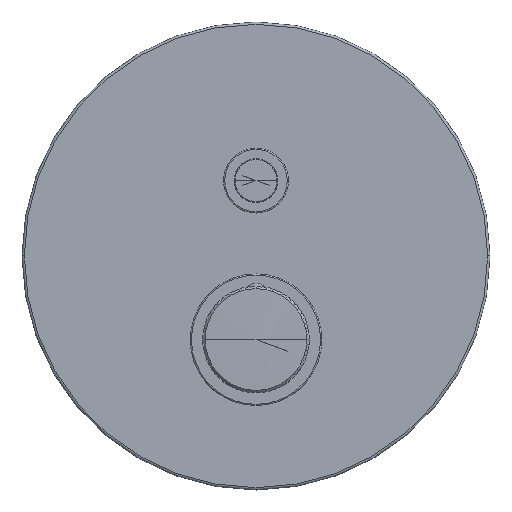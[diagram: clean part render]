
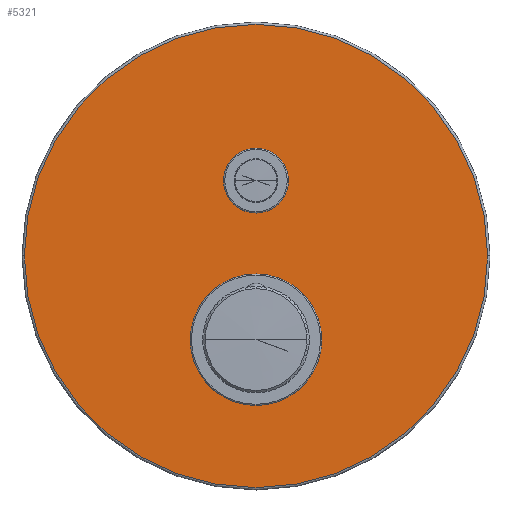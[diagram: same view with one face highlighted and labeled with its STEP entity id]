
A CAD part, top view. The second image highlights one B-rep face of the part: STEP entity #5321.
In plain terms, the highlighted planar face has unit normal (0, 0, 1).
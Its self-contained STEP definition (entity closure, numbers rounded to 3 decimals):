
#92=CARTESIAN_POINT('',(0.,35.8,52.7));
#93=DIRECTION('',(0.,0.,1.));
#94=DIRECTION('',(1.,0.,0.));
#95=AXIS2_PLACEMENT_3D('',#92,#93,#94);
#97=CARTESIAN_POINT('',(0.,35.8,52.7));
#98=DIRECTION('',(0.,0.,1.));
#99=DIRECTION('',(-1.,0.,0.));
#100=AXIS2_PLACEMENT_3D('',#97,#98,#99);
#102=CARTESIAN_POINT('',(0.,68.,52.7));
#103=DIRECTION('',(0.,0.,-1.));
#104=DIRECTION('',(-1.,0.,0.));
#105=AXIS2_PLACEMENT_3D('',#102,#103,#104);
#107=CARTESIAN_POINT('',(0.,68.,52.7));
#108=DIRECTION('',(0.,0.,-1.));
#109=DIRECTION('',(1.,0.,0.));
#110=AXIS2_PLACEMENT_3D('',#107,#108,#109);
#112=CARTESIAN_POINT('',(0.,0.,52.7));
#113=DIRECTION('',(0.,0.,-1.));
#114=DIRECTION('',(-1.,0.,0.));
#115=AXIS2_PLACEMENT_3D('',#112,#113,#114);
#117=CARTESIAN_POINT('',(0.,0.,52.7));
#118=DIRECTION('',(0.,0.,-1.));
#119=DIRECTION('',(1.,0.,0.));
#120=AXIS2_PLACEMENT_3D('',#117,#118,#119);
#5086=CARTESIAN_POINT('',(99.,35.8,52.7));
#5087=CARTESIAN_POINT('',(-99.,35.8,52.7));
#5088=VERTEX_POINT('',#5086);
#5089=VERTEX_POINT('',#5087);
#5106=CARTESIAN_POINT('',(-13.35,68.,52.7));
#5107=CARTESIAN_POINT('',(13.35,68.,52.7));
#5108=VERTEX_POINT('',#5106);
#5109=VERTEX_POINT('',#5107);
#5122=CARTESIAN_POINT('',(-27.6,0.,52.7));
#5123=CARTESIAN_POINT('',(27.6,0.,52.7));
#5124=VERTEX_POINT('',#5122);
#5125=VERTEX_POINT('',#5123);
#5299=CARTESIAN_POINT('',(0.,35.8,52.7));
#5300=DIRECTION('',(0.,0.,-1.));
#5301=DIRECTION('',(-1.,0.,0.));
#5302=AXIS2_PLACEMENT_3D('',#5299,#5300,#5301);
#5303=PLANE('',#5302);
#5305=ORIENTED_EDGE('',*,*,#5304,.F.);
#5307=ORIENTED_EDGE('',*,*,#5306,.F.);
#5308=EDGE_LOOP('',(#5305,#5307));
#5309=FACE_OUTER_BOUND('',#5308,.F.);
#5311=ORIENTED_EDGE('',*,*,#5310,.F.);
#5313=ORIENTED_EDGE('',*,*,#5312,.F.);
#5314=EDGE_LOOP('',(#5311,#5313));
#5315=FACE_BOUND('',#5314,.F.);
#5317=ORIENTED_EDGE('',*,*,#5316,.F.);
#5318=ORIENTED_EDGE('',*,*,#5282,.F.);
#5319=EDGE_LOOP('',(#5317,#5318));
#5320=FACE_BOUND('',#5319,.F.);
#5321=ADVANCED_FACE('',(#5309,#5315,#5320),#5303,.F.);
#96=CIRCLE('',#95,99.);
#101=CIRCLE('',#100,99.);
#106=CIRCLE('',#105,13.35);
#111=CIRCLE('',#110,13.35);
#116=CIRCLE('',#115,27.6);
#121=CIRCLE('',#120,27.6);
#5282=EDGE_CURVE('',#5125,#5124,#121,.T.);
#5304=EDGE_CURVE('',#5088,#5089,#96,.T.);
#5306=EDGE_CURVE('',#5089,#5088,#101,.T.);
#5310=EDGE_CURVE('',#5108,#5109,#106,.T.);
#5312=EDGE_CURVE('',#5109,#5108,#111,.T.);
#5316=EDGE_CURVE('',#5124,#5125,#116,.T.);
